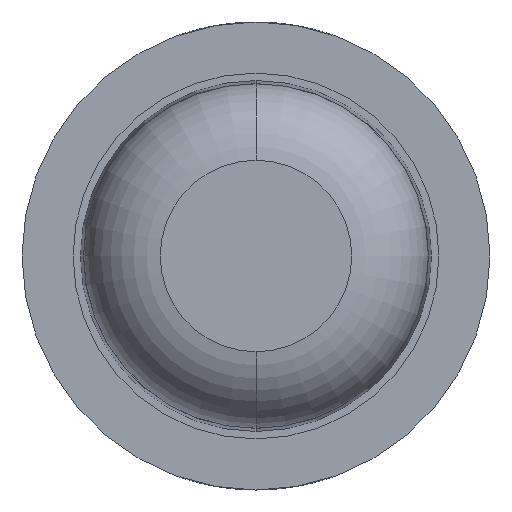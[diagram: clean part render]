
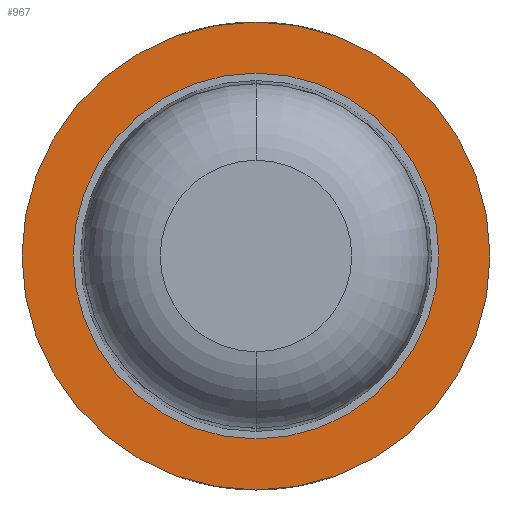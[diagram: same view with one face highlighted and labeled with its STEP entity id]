
A CAD part, front view. The second image highlights one B-rep face of the part: STEP entity #967.
In plain terms, the highlighted planar face has unit normal (0, -1, 0).
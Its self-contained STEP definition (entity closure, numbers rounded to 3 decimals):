
#16 = DIRECTION ( 'NONE',  ( 0., 0., 1. ) ) ;
#26 = ORIENTED_EDGE ( 'NONE', *, *, #3727, .T. ) ;
#46 = EDGE_CURVE ( 'Defeature ausgef�hrt3_2+Defeature ausgef�hrt3_3+Defeature ausgef�hrt3_3+Defeature ausgef�hrt3_3', #4248, #2656, #2268, .T. ) ;
#192 = DIRECTION ( 'NONE',  ( 0., 1., 0. ) ) ;
#314 = VERTEX_POINT ( 'NONE', #3710 ) ;
#447 = CIRCLE ( 'NONE', #3020, 0.825 ) ;
#457 = CARTESIAN_POINT ( 'NONE',  ( 0., -7., 0.825 ) ) ;
#470 = DIRECTION ( 'NONE',  ( 0., 0., 1. ) ) ;
#626 = DIRECTION ( 'NONE',  ( 0., 1., 0. ) ) ;
#774 = FACE_BOUND ( 'NONE', #3582, .T. ) ;
#967 = ADVANCED_FACE ( 'Defeature ausgef�hrt3_3', ( #3759, #774 ), #1356, .F. ) ;
#1037 = ORIENTED_EDGE ( 'NONE', *, *, #1428, .F. ) ;
#1044 = ORIENTED_EDGE ( 'NONE', *, *, #2095, .T. ) ;
#1061 = DIRECTION ( 'NONE',  ( 0., 1., 0. ) ) ;
#1087 = CARTESIAN_POINT ( 'NONE',  ( 0., -7., 1.1 ) ) ;
#1212 = CARTESIAN_POINT ( 'NONE',  ( 0., -7., 0. ) ) ;
#1281 = DIRECTION ( 'NONE',  ( 0., 0., 1. ) ) ;
#1297 = CARTESIAN_POINT ( 'NONE',  ( 0., -7., 0. ) ) ;
#1299 = EDGE_LOOP ( 'NONE', ( #4098, #1037 ) ) ;
#1356 = PLANE ( 'NONE',  #3415 ) ;
#1428 = EDGE_CURVE ( 'Defeature ausgef�hrt3_2+Defeature ausgef�hrt3_3+Defeature ausgef�hrt3_3+Defeature ausgef�hrt3_3', #2656, #4248, #2823, .T. ) ;
#2005 = DIRECTION ( 'NONE',  ( 0., 1., 0. ) ) ;
#2057 = AXIS2_PLACEMENT_3D ( 'NONE', #2058, #3369, #470 ) ;
#2058 = CARTESIAN_POINT ( 'NONE',  ( 0., -7., 0. ) ) ;
#2095 = EDGE_CURVE ( 'Defeature ausgef�hrt3_3+Defeature ausgef�hrt3_4+Defeature ausgef�hrt3_4+Defeature ausgef�hrt3_4', #3788, #314, #3608, .T. ) ;
#2169 = DIRECTION ( 'NONE',  ( 0., 0., 1. ) ) ;
#2268 = CIRCLE ( 'NONE', #2057, 1.1 ) ;
#2315 = AXIS2_PLACEMENT_3D ( 'NONE', #4167, #1061, #3495 ) ;
#2656 = VERTEX_POINT ( 'NONE', #2706 ) ;
#2706 = CARTESIAN_POINT ( 'NONE',  ( 0., -7., -1.1 ) ) ;
#2720 = AXIS2_PLACEMENT_3D ( 'NONE', #1212, #192, #2169 ) ;
#2823 = CIRCLE ( 'NONE', #2315, 1.1 ) ;
#3020 = AXIS2_PLACEMENT_3D ( 'NONE', #1297, #626, #1281 ) ;
#3369 = DIRECTION ( 'NONE',  ( 0., 1., 0. ) ) ;
#3415 = AXIS2_PLACEMENT_3D ( 'NONE', #3969, #2005, #16 ) ;
#3495 = DIRECTION ( 'NONE',  ( 0., 0., 1. ) ) ;
#3582 = EDGE_LOOP ( 'NONE', ( #1044, #26 ) ) ;
#3608 = CIRCLE ( 'NONE', #2720, 0.825 ) ;
#3710 = CARTESIAN_POINT ( 'NONE',  ( 0., -7., -0.825 ) ) ;
#3727 = EDGE_CURVE ( 'Defeature ausgef�hrt3_3+Defeature ausgef�hrt3_4+Defeature ausgef�hrt3_4+Defeature ausgef�hrt3_4', #314, #3788, #447, .T. ) ;
#3759 = FACE_OUTER_BOUND ( 'NONE', #1299, .T. ) ;
#3788 = VERTEX_POINT ( 'NONE', #457 ) ;
#3969 = CARTESIAN_POINT ( 'NONE',  ( 1.1, -7., 0. ) ) ;
#4098 = ORIENTED_EDGE ( 'NONE', *, *, #46, .F. ) ;
#4167 = CARTESIAN_POINT ( 'NONE',  ( 0., -7., 0. ) ) ;
#4248 = VERTEX_POINT ( 'NONE', #1087 ) ;
